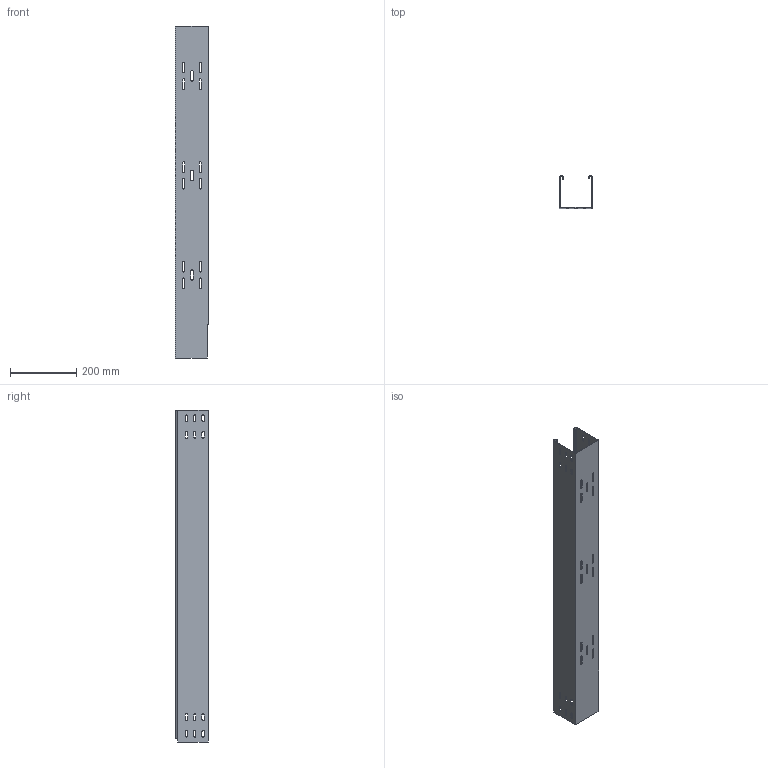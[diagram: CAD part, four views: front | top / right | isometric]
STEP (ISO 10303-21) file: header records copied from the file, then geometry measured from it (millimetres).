
FILE_DESCRIPTION (( 'STEP AP203' ), '1' );
FILE_NAME ('6061930.STEP', '2019-11-07T14:16:38', ( '' ), ( '' ), 'SwSTEP 2.0', 'SolidWorks 2018', '' );
FILE_SCHEMA (( 'CONFIG_CONTROL_DESIGN' ));
Length unit declared in the file: millimetre
Products named in the file (1): 6061930
Bounding box: 100 x 98 x 1000 mm (x, y, z)
Volume: 599396.3 mm3; surface area: 609129.3 mm2
Topology: 1 solids, 1 shells, 219 faces, 635 edges, 418 vertices
Faces by surface type: plane 110, cylinder 109
Entity records: 7492 total; most frequent: DIRECTION 1293, CARTESIAN_POINT 1273, ORIENTED_EDGE 1270, EDGE_CURVE 635, AXIS2_PLACEMENT_3D 438, VERTEX_POINT 418, VECTOR 417, LINE 417
